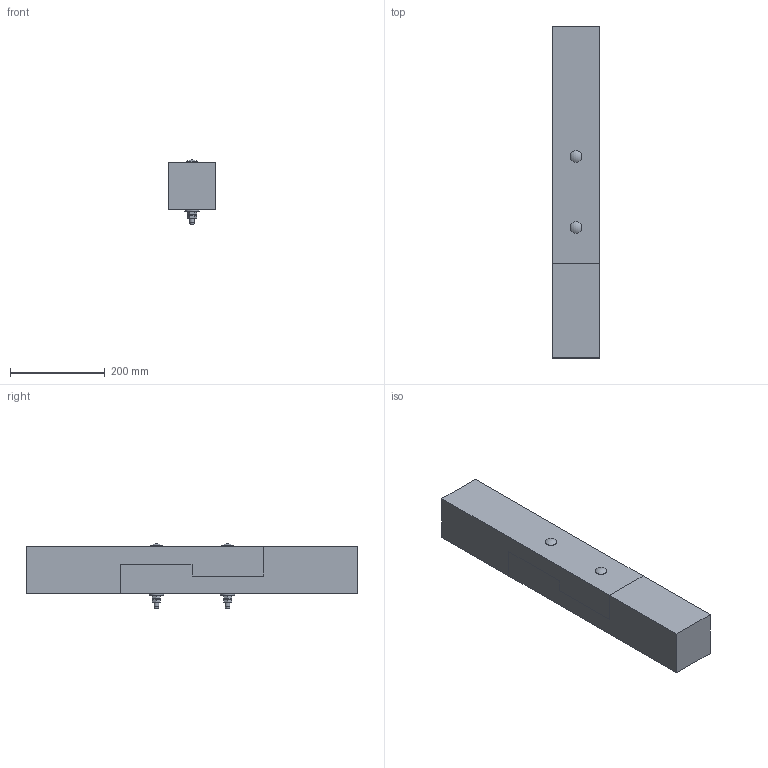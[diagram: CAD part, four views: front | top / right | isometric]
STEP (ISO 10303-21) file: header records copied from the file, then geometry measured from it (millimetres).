
FILE_DESCRIPTION((''),'2;1');
FILE_NAME('Open CASCADE Shape Model','2020-08-08T09:44:52',( 'Gábor'),(''),'Open CASCADE STEP processor 7.4', 'Autodesk Inventor 2017','Unknown');
FILE_SCHEMA(('AUTOMOTIVE_DESIGN_CC2 { 1 2 10303 214 -1 1 5 4 }'));
Length unit declared in the file: millimetre
Products named in the file (5): Ensamble_pernos_tuercas; Parte1; DIN_603_-_M10_x_130; DIN_9021_-_10,5; DIN_934_-_M10_x_1,5
Assembly tree (10 placements, depth 2):
  Ensamble_pernos_tuercas
    Parte1  x2
    DIN_603_-_M10_x_130  x2
    DIN_9021_-_10,5  x2
    DIN_934_-_M10_x_1,5  x4
Bounding box: 100 x 700 x 135.25 mm (x, y, z)
Volume: 7017064.4 mm3; surface area: 413086 mm2
Topology: 10 solids, 10 shells, 112 faces, 248 edges, 158 vertices
Faces by surface type: plane 68, cone 26, cylinder 16, sphere 2
Full cylindrical faces by diameter (mm): 8.376 x4, 10 x6, 10.5 x2, 24.65 x2, 30 x2
Entity records: 2995 total; most frequent: CARTESIAN_POINT 1034, DIRECTION 334, ORIENTED_EDGE 188, PCURVE 188, DEFINITIONAL_REPRESENTATION 188, LINE 170, VECTOR 170, EDGE_CURVE 94
